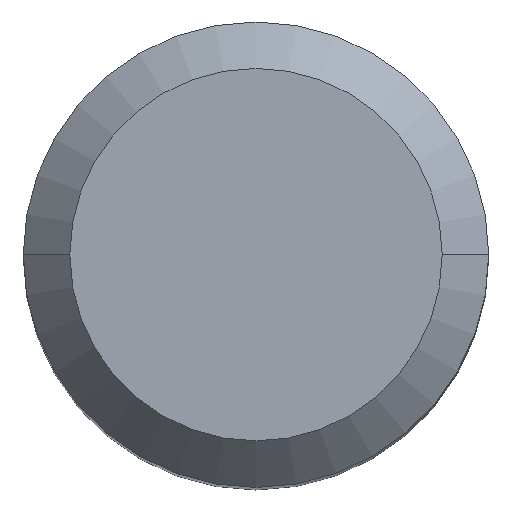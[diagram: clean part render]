
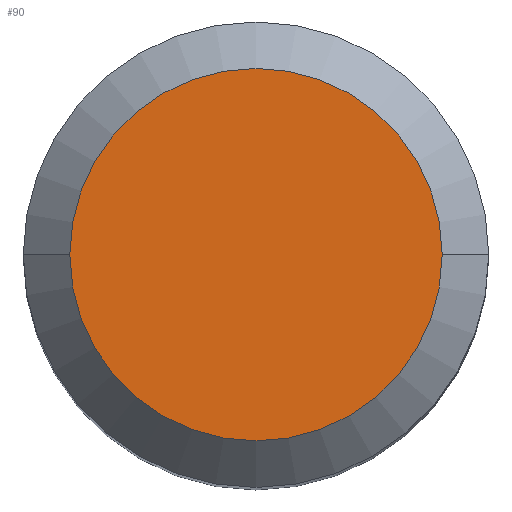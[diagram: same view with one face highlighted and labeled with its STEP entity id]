
A CAD part, top view. The second image highlights one B-rep face of the part: STEP entity #90.
In plain terms, the highlighted planar face has unit normal (0, 0, 1).
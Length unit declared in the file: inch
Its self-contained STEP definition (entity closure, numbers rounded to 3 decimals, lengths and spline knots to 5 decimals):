
#9 = CIRCLE ( 'NONE', #465, 0.22048 ) ;
#14 = AXIS2_PLACEMENT_3D ( 'NONE', #433, #102, #438 ) ;
#26 = CARTESIAN_POINT ( 'NONE',  ( -0.22048, 0., 0. ) ) ;
#70 = CARTESIAN_POINT ( 'NONE',  ( 0.22048, 0., 0. ) ) ;
#90 = ADVANCED_FACE ( 'NONE', ( #483 ), #272, .F. ) ;
#102 = DIRECTION ( 'NONE',  ( 0., 0., 1. ) ) ;
#136 = EDGE_LOOP ( 'NONE', ( #226, #183 ) ) ;
#137 = EDGE_CURVE ( 'NONE', #437, #186, #242, .T. ) ;
#153 = DIRECTION ( 'NONE',  ( 0., 0., 1. ) ) ;
#158 = CARTESIAN_POINT ( 'NONE',  ( 0., 0., 0. ) ) ;
#176 = AXIS2_PLACEMENT_3D ( 'NONE', #158, #241, #305 ) ;
#183 = ORIENTED_EDGE ( 'NONE', *, *, #137, .T. ) ;
#186 = VERTEX_POINT ( 'NONE', #26 ) ;
#226 = ORIENTED_EDGE ( 'NONE', *, *, #449, .T. ) ;
#241 = DIRECTION ( 'NONE',  ( 0., 0., -1. ) ) ;
#242 = CIRCLE ( 'NONE', #14, 0.22048 ) ;
#272 = PLANE ( 'NONE',  #176 ) ;
#278 = DIRECTION ( 'NONE',  ( 1., 0., 0. ) ) ;
#305 = DIRECTION ( 'NONE',  ( -1., 0., 0. ) ) ;
#433 = CARTESIAN_POINT ( 'NONE',  ( 0., 0., 0. ) ) ;
#437 = VERTEX_POINT ( 'NONE', #70 ) ;
#438 = DIRECTION ( 'NONE',  ( 1., 0., 0. ) ) ;
#449 = EDGE_CURVE ( 'NONE', #186, #437, #9, .T. ) ;
#465 = AXIS2_PLACEMENT_3D ( 'NONE', #479, #153, #278 ) ;
#479 = CARTESIAN_POINT ( 'NONE',  ( 0., 0., 0. ) ) ;
#483 = FACE_OUTER_BOUND ( 'NONE', #136, .T. ) ;
